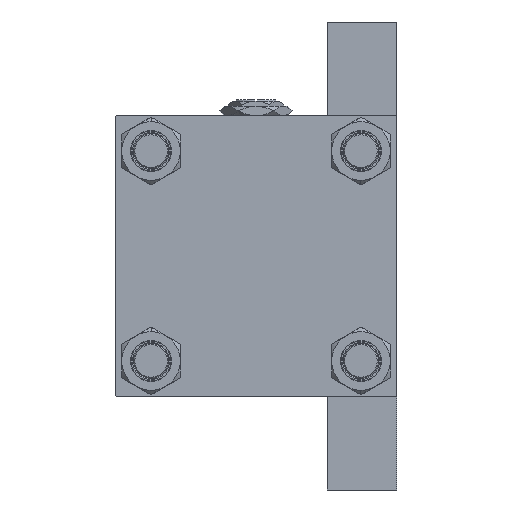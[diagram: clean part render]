
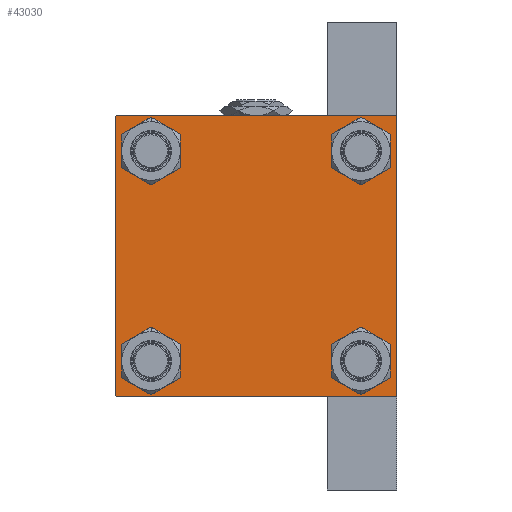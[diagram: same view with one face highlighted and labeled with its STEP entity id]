
A CAD part, left-side view. The second image highlights one B-rep face of the part: STEP entity #43030.
In plain terms, the highlighted planar face has unit normal (-1, 0, 0).
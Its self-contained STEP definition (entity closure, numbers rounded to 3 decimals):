
#436 = VERTEX_POINT ( 'NONE', #46947 ) ;
#447 = DIRECTION ( 'NONE',  ( 1., 0., 0. ) ) ;
#812 = DIRECTION ( 'NONE',  ( 0., 0., -1. ) ) ;
#1528 = EDGE_LOOP ( 'NONE', ( #39422, #7280, #33603, #10378, #9778, #24212, #28847, #5270 ) ) ;
#2807 = CIRCLE ( 'NONE', #30561, 8.5 ) ;
#3415 = FACE_BOUND ( 'NONE', #6054, .T. ) ;
#3590 = DIRECTION ( 'NONE',  ( 1., 0., 0. ) ) ;
#3665 = FACE_OUTER_BOUND ( 'NONE', #1528, .T. ) ;
#4539 = DIRECTION ( 'NONE',  ( 0., 0., 1. ) ) ;
#4622 = AXIS2_PLACEMENT_3D ( 'NONE', #42252, #19259, #42003 ) ;
#4723 = CARTESIAN_POINT ( 'NONE',  ( 0., 64.75, 64.75 ) ) ;
#4838 = EDGE_LOOP ( 'NONE', ( #42195, #21851 ) ) ;
#5160 = ORIENTED_EDGE ( 'NONE', *, *, #9275, .T. ) ;
#5270 = ORIENTED_EDGE ( 'NONE', *, *, #47831, .T. ) ;
#5639 = VECTOR ( 'NONE', #14123, 1000. ) ;
#6040 = CARTESIAN_POINT ( 'NONE',  ( 0., -64.75, 64.75 ) ) ;
#6054 = EDGE_LOOP ( 'NONE', ( #39919, #6124 ) ) ;
#6124 = ORIENTED_EDGE ( 'NONE', *, *, #29608, .T. ) ;
#6581 = LINE ( 'NONE', #33899, #11662 ) ;
#7039 = EDGE_CURVE ( 'NONE', #42968, #41322, #13334, .T. ) ;
#7079 = VERTEX_POINT ( 'NONE', #18925 ) ;
#7280 = ORIENTED_EDGE ( 'NONE', *, *, #48378, .T. ) ;
#7776 = CARTESIAN_POINT ( 'NONE',  ( 0., -65., 64.5 ) ) ;
#7800 = CIRCLE ( 'NONE', #16799, 8.5 ) ;
#8593 = CARTESIAN_POINT ( 'NONE',  ( 0., -48.45, 48.45 ) ) ;
#9114 = EDGE_CURVE ( 'NONE', #26469, #16671, #6581, .T. ) ;
#9117 = CARTESIAN_POINT ( 'NONE',  ( 0., -48.45, 39.95 ) ) ;
#9275 = EDGE_CURVE ( 'NONE', #35245, #25292, #14963, .T. ) ;
#9380 = AXIS2_PLACEMENT_3D ( 'NONE', #36441, #48219, #21110 ) ;
#9666 = VECTOR ( 'NONE', #21621, 1000. ) ;
#9778 = ORIENTED_EDGE ( 'NONE', *, *, #9114, .F. ) ;
#10288 = CARTESIAN_POINT ( 'NONE',  ( 0., 65., 64.5 ) ) ;
#10378 = ORIENTED_EDGE ( 'NONE', *, *, #14945, .T. ) ;
#10694 = VERTEX_POINT ( 'NONE', #27588 ) ;
#11164 = EDGE_CURVE ( 'NONE', #22194, #7079, #27249, .T. ) ;
#11254 = CARTESIAN_POINT ( 'NONE',  ( 0., 48.45, -48.45 ) ) ;
#11281 = CIRCLE ( 'NONE', #19421, 8.5 ) ;
#11576 = EDGE_CURVE ( 'NONE', #44083, #29782, #2807, .T. ) ;
#11662 = VECTOR ( 'NONE', #22927, 1000. ) ;
#12055 = LINE ( 'NONE', #23311, #17041 ) ;
#13334 = LINE ( 'NONE', #45275, #22222 ) ;
#13785 = CARTESIAN_POINT ( 'NONE',  ( 0., -64.5, -65. ) ) ;
#14123 = DIRECTION ( 'NONE',  ( 0., -0.707, 0.707 ) ) ;
#14284 = DIRECTION ( 'NONE',  ( 0., -0.707, -0.707 ) ) ;
#14924 = FACE_BOUND ( 'NONE', #34596, .T. ) ;
#14945 = EDGE_CURVE ( 'NONE', #41322, #16671, #21792, .T. ) ;
#14963 = CIRCLE ( 'NONE', #18208, 8.5 ) ;
#15224 = CARTESIAN_POINT ( 'NONE',  ( 0., -48.45, -48.45 ) ) ;
#15431 = FACE_BOUND ( 'NONE', #41926, .T. ) ;
#16551 = DIRECTION ( 'NONE',  ( 1., 0., 0. ) ) ;
#16671 = VERTEX_POINT ( 'NONE', #41599 ) ;
#16745 = LINE ( 'NONE', #4723, #40740 ) ;
#16799 = AXIS2_PLACEMENT_3D ( 'NONE', #43125, #16551, #32114 ) ;
#17041 = VECTOR ( 'NONE', #812, 1000. ) ;
#17507 = CARTESIAN_POINT ( 'NONE',  ( 0., 64.5, -65. ) ) ;
#18208 = AXIS2_PLACEMENT_3D ( 'NONE', #8593, #31564, #47189 ) ;
#18925 = CARTESIAN_POINT ( 'NONE',  ( 0., -48.45, -39.95 ) ) ;
#19064 = VECTOR ( 'NONE', #47014, 1000. ) ;
#19229 = CARTESIAN_POINT ( 'NONE',  ( 0., -48.45, -48.45 ) ) ;
#19259 = DIRECTION ( 'NONE',  ( -1., 0., 0. ) ) ;
#19421 = AXIS2_PLACEMENT_3D ( 'NONE', #39548, #447, #4539 ) ;
#20187 = CARTESIAN_POINT ( 'NONE',  ( 0., 48.45, 48.45 ) ) ;
#20453 = CARTESIAN_POINT ( 'NONE',  ( 0., 64.75, -64.75 ) ) ;
#20832 = CIRCLE ( 'NONE', #9380, 8.5 ) ;
#20908 = CIRCLE ( 'NONE', #32307, 8.5 ) ;
#21110 = DIRECTION ( 'NONE',  ( 0., 0., 1. ) ) ;
#21621 = DIRECTION ( 'NONE',  ( 0., 0.707, 0.707 ) ) ;
#21792 = LINE ( 'NONE', #33518, #5639 ) ;
#21851 = ORIENTED_EDGE ( 'NONE', *, *, #39420, .T. ) ;
#22194 = VERTEX_POINT ( 'NONE', #25737 ) ;
#22222 = VECTOR ( 'NONE', #37585, 1000. ) ;
#22571 = CARTESIAN_POINT ( 'NONE',  ( 0., 48.45, -39.95 ) ) ;
#22927 = DIRECTION ( 'NONE',  ( 0., 0., -1. ) ) ;
#23311 = CARTESIAN_POINT ( 'NONE',  ( 0., 65., 65. ) ) ;
#23874 = ORIENTED_EDGE ( 'NONE', *, *, #40346, .T. ) ;
#24212 = ORIENTED_EDGE ( 'NONE', *, *, #46675, .T. ) ;
#25292 = VERTEX_POINT ( 'NONE', #41260 ) ;
#25737 = CARTESIAN_POINT ( 'NONE',  ( 0., -48.45, -56.95 ) ) ;
#26469 = VERTEX_POINT ( 'NONE', #7776 ) ;
#26606 = DIRECTION ( 'NONE',  ( 0., 0., 1. ) ) ;
#27249 = CIRCLE ( 'NONE', #33763, 8.5 ) ;
#27588 = CARTESIAN_POINT ( 'NONE',  ( 0., 64.5, 65. ) ) ;
#27601 = DIRECTION ( 'NONE',  ( 1., 0., 0. ) ) ;
#27975 = CARTESIAN_POINT ( 'NONE',  ( 0., 48.45, -56.95 ) ) ;
#28690 = CARTESIAN_POINT ( 'NONE',  ( 0., 48.45, 56.95 ) ) ;
#28847 = ORIENTED_EDGE ( 'NONE', *, *, #31748, .F. ) ;
#29608 = EDGE_CURVE ( 'NONE', #29782, #44083, #11281, .T. ) ;
#29782 = VERTEX_POINT ( 'NONE', #45405 ) ;
#30561 = AXIS2_PLACEMENT_3D ( 'NONE', #20187, #27601, #30676 ) ;
#30676 = DIRECTION ( 'NONE',  ( 0., 0., 1. ) ) ;
#30831 = CARTESIAN_POINT ( 'NONE',  ( 0., 65., -64.5 ) ) ;
#31564 = DIRECTION ( 'NONE',  ( 1., 0., 0. ) ) ;
#31748 = EDGE_CURVE ( 'NONE', #10694, #436, #47779, .T. ) ;
#31899 = CARTESIAN_POINT ( 'NONE',  ( 0., 65., 65. ) ) ;
#32114 = DIRECTION ( 'NONE',  ( 0., 0., 1. ) ) ;
#32307 = AXIS2_PLACEMENT_3D ( 'NONE', #11254, #3590, #26606 ) ;
#33518 = CARTESIAN_POINT ( 'NONE',  ( 0., -64.75, -64.75 ) ) ;
#33603 = ORIENTED_EDGE ( 'NONE', *, *, #7039, .T. ) ;
#33763 = AXIS2_PLACEMENT_3D ( 'NONE', #15224, #43057, #34119 ) ;
#33871 = CIRCLE ( 'NONE', #37153, 8.5 ) ;
#33899 = CARTESIAN_POINT ( 'NONE',  ( 0., -65., 65. ) ) ;
#34109 = LINE ( 'NONE', #6040, #9666 ) ;
#34119 = DIRECTION ( 'NONE',  ( 0., 0., 1. ) ) ;
#34596 = EDGE_LOOP ( 'NONE', ( #23874, #5160 ) ) ;
#34796 = DIRECTION ( 'NONE',  ( 1., 0., 0. ) ) ;
#35245 = VERTEX_POINT ( 'NONE', #9117 ) ;
#36441 = CARTESIAN_POINT ( 'NONE',  ( 0., 48.45, -48.45 ) ) ;
#36455 = VERTEX_POINT ( 'NONE', #22571 ) ;
#37153 = AXIS2_PLACEMENT_3D ( 'NONE', #19229, #34796, #50415 ) ;
#37585 = DIRECTION ( 'NONE',  ( 0., -1., 0. ) ) ;
#38422 = FACE_BOUND ( 'NONE', #4838, .T. ) ;
#38962 = VERTEX_POINT ( 'NONE', #10288 ) ;
#39420 = EDGE_CURVE ( 'NONE', #47848, #36455, #20832, .T. ) ;
#39422 = ORIENTED_EDGE ( 'NONE', *, *, #50249, .T. ) ;
#39548 = CARTESIAN_POINT ( 'NONE',  ( 0., 48.45, 48.45 ) ) ;
#39895 = VECTOR ( 'NONE', #14284, 1000. ) ;
#39919 = ORIENTED_EDGE ( 'NONE', *, *, #11576, .T. ) ;
#40030 = EDGE_CURVE ( 'NONE', #7079, #22194, #33871, .T. ) ;
#40346 = EDGE_CURVE ( 'NONE', #25292, #35245, #7800, .T. ) ;
#40485 = DIRECTION ( 'NONE',  ( 0., 0.707, -0.707 ) ) ;
#40740 = VECTOR ( 'NONE', #40485, 1000. ) ;
#40987 = EDGE_CURVE ( 'NONE', #36455, #47848, #20908, .T. ) ;
#41260 = CARTESIAN_POINT ( 'NONE',  ( 0., -48.45, 56.95 ) ) ;
#41322 = VERTEX_POINT ( 'NONE', #13785 ) ;
#41599 = CARTESIAN_POINT ( 'NONE',  ( 0., -65., -64.5 ) ) ;
#41667 = ORIENTED_EDGE ( 'NONE', *, *, #11164, .T. ) ;
#41926 = EDGE_LOOP ( 'NONE', ( #44720, #41667 ) ) ;
#42003 = DIRECTION ( 'NONE',  ( 0., 0., 1. ) ) ;
#42195 = ORIENTED_EDGE ( 'NONE', *, *, #40987, .T. ) ;
#42252 = CARTESIAN_POINT ( 'NONE',  ( 0., 0., 0. ) ) ;
#42968 = VERTEX_POINT ( 'NONE', #17507 ) ;
#43030 = ADVANCED_FACE ( 'NONE', ( #14924, #15431, #38422, #3415, #3665 ), #49946, .T. ) ;
#43057 = DIRECTION ( 'NONE',  ( 1., 0., 0. ) ) ;
#43125 = CARTESIAN_POINT ( 'NONE',  ( 0., -48.45, 48.45 ) ) ;
#44083 = VERTEX_POINT ( 'NONE', #28690 ) ;
#44720 = ORIENTED_EDGE ( 'NONE', *, *, #40030, .T. ) ;
#45275 = CARTESIAN_POINT ( 'NONE',  ( 0., 65., -65. ) ) ;
#45405 = CARTESIAN_POINT ( 'NONE',  ( 0., 48.45, 39.95 ) ) ;
#46675 = EDGE_CURVE ( 'NONE', #26469, #436, #34109, .T. ) ;
#46947 = CARTESIAN_POINT ( 'NONE',  ( 0., -64.5, 65. ) ) ;
#47014 = DIRECTION ( 'NONE',  ( 0., -1., 0. ) ) ;
#47189 = DIRECTION ( 'NONE',  ( 0., 0., 1. ) ) ;
#47549 = LINE ( 'NONE', #20453, #39895 ) ;
#47779 = LINE ( 'NONE', #31899, #19064 ) ;
#47831 = EDGE_CURVE ( 'NONE', #10694, #38962, #16745, .T. ) ;
#47848 = VERTEX_POINT ( 'NONE', #27975 ) ;
#48219 = DIRECTION ( 'NONE',  ( 1., 0., 0. ) ) ;
#48378 = EDGE_CURVE ( 'NONE', #49794, #42968, #47549, .T. ) ;
#49794 = VERTEX_POINT ( 'NONE', #30831 ) ;
#49946 = PLANE ( 'NONE',  #4622 ) ;
#50249 = EDGE_CURVE ( 'NONE', #38962, #49794, #12055, .T. ) ;
#50415 = DIRECTION ( 'NONE',  ( 0., 0., 1. ) ) ;
